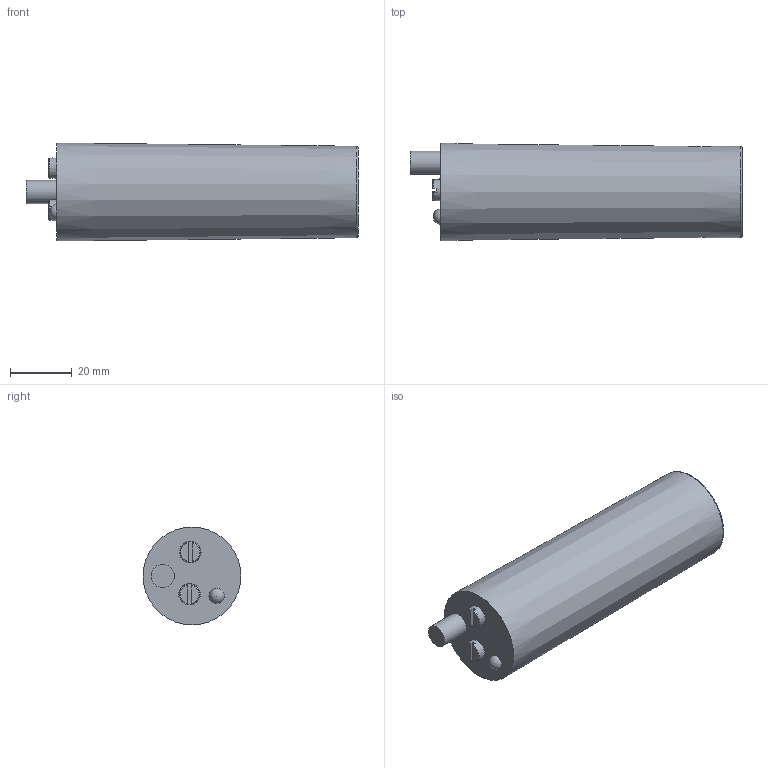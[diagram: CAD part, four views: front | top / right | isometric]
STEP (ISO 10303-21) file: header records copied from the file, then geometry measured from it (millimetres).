
FILE_DESCRIPTION(/* description */ (''),/* implementation_level */ '2;1');
FILE_NAME(/* name */ 'VC11RT12010M_1.stp',/* time_stamp */ '2017-03-02T15:14:48+01:00',/* author */ ('tvb'),/* organization */ (''),/* preprocessor_version */ 'ST-DEVELOPER v16.1',/* originating_system */ 'Autodesk Inventor 2016',/* authorisation */ '');
FILE_SCHEMA (('AUTOMOTIVE_DESIGN { 1 0 10303 214 3 1 1 }'));
Length unit declared in the file: centimetre
Products named in the file (1): VC11RT12010M_1
Bounding box: 107.8 x 31.8 x 31.8 mm (x, y, z)
Volume: 73321.4 mm3; surface area: 11295.7 mm2
Topology: 1 solids, 1 shells, 23 faces, 53 edges, 35 vertices
Faces by surface type: plane 13, torus 5, cone 3, sphere 1, cylinder 1
Full cylindrical faces by diameter (mm): 7.5 x1
Entity records: 674 total; most frequent: CARTESIAN_POINT 188, DIRECTION 96, ORIENTED_EDGE 88, EDGE_CURVE 44, AXIS2_PLACEMENT_3D 44, EDGE_LOOP 32, VERTEX_POINT 32, FACE_OUTER_BOUND 23
